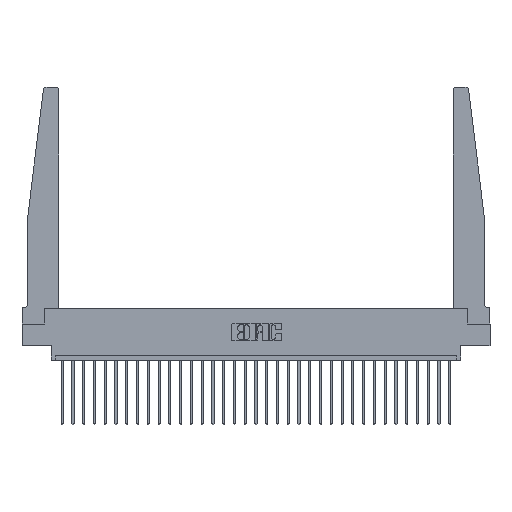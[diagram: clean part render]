
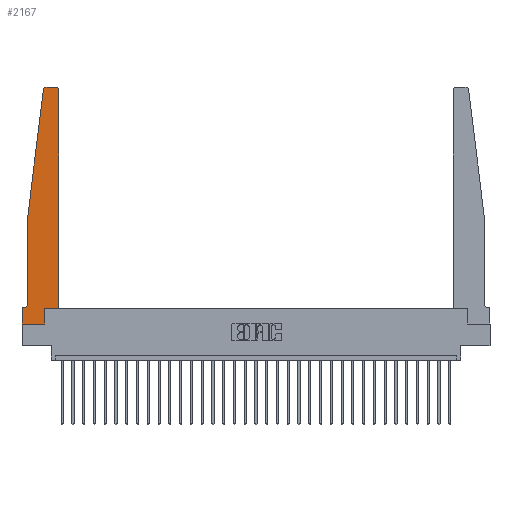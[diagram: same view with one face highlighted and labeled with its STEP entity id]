
A CAD part, top view. The second image highlights one B-rep face of the part: STEP entity #2167.
In plain terms, the highlighted planar face has unit normal (0, 0, 1).
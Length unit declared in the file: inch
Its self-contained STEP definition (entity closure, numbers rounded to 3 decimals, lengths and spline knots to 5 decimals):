
#24 = EDGE_CURVE ( 'NONE', #4164, #7418, #13179, .T. ) ;
#122 = VERTEX_POINT ( 'NONE', #10371 ) ;
#418 = CARTESIAN_POINT ( 'NONE',  ( 0.27653, 2.72, 0.37 ) ) ;
#548 = CARTESIAN_POINT ( 'NONE',  ( 0.015, 0.1875, 0.37 ) ) ;
#597 = CARTESIAN_POINT ( 'NONE',  ( 0.2605, 0., 0.37 ) ) ;
#689 = DIRECTION ( 'NONE',  ( 1., 0., 0. ) ) ;
#840 = VECTOR ( 'NONE', #9293, 39.37008 ) ;
#945 = CARTESIAN_POINT ( 'NONE',  ( 0.015, 0.2375, 0.37 ) ) ;
#1144 = CARTESIAN_POINT ( 'NONE',  ( 0.425, 2.72, 0.37 ) ) ;
#1849 = VECTOR ( 'NONE', #9495, 39.37008 ) ;
#2167 = ADVANCED_FACE ( 'NONE', ( #14480 ), #9560, .T. ) ;
#2742 = ORIENTED_EDGE ( 'NONE', *, *, #24, .T. ) ;
#2919 = VERTEX_POINT ( 'NONE', #4051 ) ;
#3166 = DIRECTION ( 'NONE',  ( 0., 0., 1. ) ) ;
#3191 = DIRECTION ( 'NONE',  ( 1., 0., 0. ) ) ;
#3252 = LINE ( 'NONE', #27243, #840 ) ;
#3386 = VECTOR ( 'NONE', #12947, 39.37008 ) ;
#3405 = DIRECTION ( 'NONE',  ( -1., 0., 0. ) ) ;
#3706 = VECTOR ( 'NONE', #12085, 39.37008 ) ;
#4051 = CARTESIAN_POINT ( 'NONE',  ( 0.24675, 2.72367, 0.37 ) ) ;
#4164 = VERTEX_POINT ( 'NONE', #548 ) ;
#4559 = CARTESIAN_POINT ( 'NONE',  ( 0.065, 0.1875, 0.37 ) ) ;
#4585 = LINE ( 'NONE', #13542, #1849 ) ;
#4636 = ORIENTED_EDGE ( 'NONE', *, *, #27289, .T. ) ;
#5278 = EDGE_LOOP ( 'NONE', ( #4636, #10546, #19552, #16266, #8941, #2742, #12216, #6477, #8861, #7994, #13127, #24799 ) ) ;
#5289 = CARTESIAN_POINT ( 'NONE',  ( 0.065, 1.25, 0.37 ) ) ;
#5442 = CARTESIAN_POINT ( 'NONE',  ( 0.2605, 0.18, 0.37 ) ) ;
#6033 = CARTESIAN_POINT ( 'NONE',  ( 0.065, 1.25, 0.37 ) ) ;
#6470 = CIRCLE ( 'NONE', #14376, 0.05 ) ;
#6477 = ORIENTED_EDGE ( 'NONE', *, *, #7441, .T. ) ;
#7195 = EDGE_CURVE ( 'NONE', #9524, #8419, #21945, .T. ) ;
#7418 = VERTEX_POINT ( 'NONE', #13034 ) ;
#7441 = EDGE_CURVE ( 'NONE', #27268, #21772, #21597, .T. ) ;
#7994 = ORIENTED_EDGE ( 'NONE', *, *, #15384, .T. ) ;
#8027 = VERTEX_POINT ( 'NONE', #23782 ) ;
#8209 = AXIS2_PLACEMENT_3D ( 'NONE', #418, #11533, #3191 ) ;
#8272 = EDGE_CURVE ( 'NONE', #7418, #27268, #15343, .T. ) ;
#8279 = CIRCLE ( 'NONE', #8209, 0.03 ) ;
#8419 = VERTEX_POINT ( 'NONE', #14584 ) ;
#8861 = ORIENTED_EDGE ( 'NONE', *, *, #20721, .T. ) ;
#8941 = ORIENTED_EDGE ( 'NONE', *, *, #12800, .T. ) ;
#9293 = DIRECTION ( 'NONE',  ( 1., 0., 0. ) ) ;
#9495 = DIRECTION ( 'NONE',  ( 0., 1., 0. ) ) ;
#9524 = VERTEX_POINT ( 'NONE', #6033 ) ;
#9560 = PLANE ( 'NONE',  #22998 ) ;
#9722 = VECTOR ( 'NONE', #22489, 39.37008 ) ;
#9861 = CARTESIAN_POINT ( 'NONE',  ( 0., 0., 0.37 ) ) ;
#10371 = CARTESIAN_POINT ( 'NONE',  ( 0.425, 0.18, 0.37 ) ) ;
#10444 = LINE ( 'NONE', #5289, #9722 ) ;
#10546 = ORIENTED_EDGE ( 'NONE', *, *, #17266, .T. ) ;
#10555 = CARTESIAN_POINT ( 'NONE',  ( 0., 0., 0.37 ) ) ;
#10872 = DIRECTION ( 'NONE',  ( -1., 0., 0. ) ) ;
#11533 = DIRECTION ( 'NONE',  ( 0., 0., 1. ) ) ;
#11950 = DIRECTION ( 'NONE',  ( -1., 0., 0. ) ) ;
#11982 = VECTOR ( 'NONE', #25121, 39.37008 ) ;
#12085 = DIRECTION ( 'NONE',  ( 0., -1., 0. ) ) ;
#12131 = LINE ( 'NONE', #16950, #25250 ) ;
#12216 = ORIENTED_EDGE ( 'NONE', *, *, #8272, .T. ) ;
#12595 = VERTEX_POINT ( 'NONE', #25886 ) ;
#12800 = EDGE_CURVE ( 'NONE', #8419, #4164, #6470, .T. ) ;
#12947 = DIRECTION ( 'NONE',  ( 1., 0., 0. ) ) ;
#13034 = CARTESIAN_POINT ( 'NONE',  ( 0., 0.1875, 0.37 ) ) ;
#13127 = ORIENTED_EDGE ( 'NONE', *, *, #19290, .T. ) ;
#13179 = LINE ( 'NONE', #4559, #19747 ) ;
#13542 = CARTESIAN_POINT ( 'NONE',  ( 0.425, 0.18, 0.37 ) ) ;
#14028 = DIRECTION ( 'NONE',  ( 0., 0., -1. ) ) ;
#14181 = CARTESIAN_POINT ( 'NONE',  ( 0.065, 1.25, 0.37 ) ) ;
#14249 = DIRECTION ( 'NONE',  ( 0., 1., 0. ) ) ;
#14376 = AXIS2_PLACEMENT_3D ( 'NONE', #945, #14028, #11950 ) ;
#14480 = FACE_OUTER_BOUND ( 'NONE', #5278, .T. ) ;
#14539 = DIRECTION ( 'NONE',  ( 0., 0., 1. ) ) ;
#14584 = CARTESIAN_POINT ( 'NONE',  ( 0.065, 0.2375, 0.37 ) ) ;
#15066 = AXIS2_PLACEMENT_3D ( 'NONE', #27510, #14539, #22912 ) ;
#15343 = LINE ( 'NONE', #9861, #3706 ) ;
#15384 = EDGE_CURVE ( 'NONE', #8027, #122, #3252, .T. ) ;
#16266 = ORIENTED_EDGE ( 'NONE', *, *, #7195, .T. ) ;
#16950 = CARTESIAN_POINT ( 'NONE',  ( 0.25, 2.75, 0.37 ) ) ;
#17266 = EDGE_CURVE ( 'NONE', #25605, #2919, #8279, .T. ) ;
#18565 = LINE ( 'NONE', #5442, #25846 ) ;
#19290 = EDGE_CURVE ( 'NONE', #122, #19382, #4585, .T. ) ;
#19382 = VERTEX_POINT ( 'NONE', #1144 ) ;
#19549 = CARTESIAN_POINT ( 'NONE',  ( 0.27653, 2.75, 0.37 ) ) ;
#19552 = ORIENTED_EDGE ( 'NONE', *, *, #27633, .T. ) ;
#19747 = VECTOR ( 'NONE', #3405, 39.37008 ) ;
#20469 = EDGE_CURVE ( 'NONE', #19382, #12595, #28312, .T. ) ;
#20651 = CARTESIAN_POINT ( 'NONE',  ( 0., 0.1875, 0.37 ) ) ;
#20721 = EDGE_CURVE ( 'NONE', #21772, #8027, #18565, .T. ) ;
#21597 = LINE ( 'NONE', #10555, #3386 ) ;
#21772 = VERTEX_POINT ( 'NONE', #597 ) ;
#21945 = LINE ( 'NONE', #14181, #11982 ) ;
#22489 = DIRECTION ( 'NONE',  ( -0.122, -0.992, 0. ) ) ;
#22912 = DIRECTION ( 'NONE',  ( 1., 0., 0. ) ) ;
#22998 = AXIS2_PLACEMENT_3D ( 'NONE', #20651, #3166, #689 ) ;
#23604 = CARTESIAN_POINT ( 'NONE',  ( 0., 0., 0.37 ) ) ;
#23782 = CARTESIAN_POINT ( 'NONE',  ( 0.2605, 0.18, 0.37 ) ) ;
#24799 = ORIENTED_EDGE ( 'NONE', *, *, #20469, .T. ) ;
#25121 = DIRECTION ( 'NONE',  ( 0., -1., 0. ) ) ;
#25250 = VECTOR ( 'NONE', #10872, 39.37008 ) ;
#25605 = VERTEX_POINT ( 'NONE', #19549 ) ;
#25846 = VECTOR ( 'NONE', #14249, 39.37008 ) ;
#25886 = CARTESIAN_POINT ( 'NONE',  ( 0.395, 2.75, 0.37 ) ) ;
#27243 = CARTESIAN_POINT ( 'NONE',  ( 0.425, 0.18, 0.37 ) ) ;
#27268 = VERTEX_POINT ( 'NONE', #23604 ) ;
#27289 = EDGE_CURVE ( 'NONE', #12595, #25605, #12131, .T. ) ;
#27510 = CARTESIAN_POINT ( 'NONE',  ( 0.395, 2.72, 0.37 ) ) ;
#27633 = EDGE_CURVE ( 'NONE', #2919, #9524, #10444, .T. ) ;
#28312 = CIRCLE ( 'NONE', #15066, 0.03 ) ;
